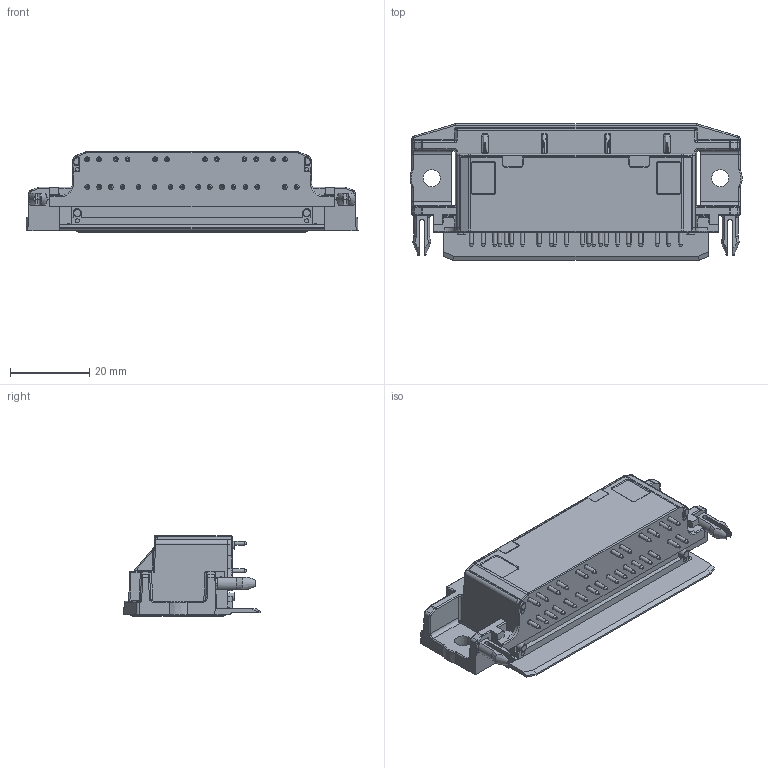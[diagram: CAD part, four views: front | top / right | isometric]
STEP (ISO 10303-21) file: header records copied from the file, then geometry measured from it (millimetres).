
FILE_DESCRIPTION(/* description */ ('Unknown'),/* implementation_level */ '2;1');
FILE_NAME(/* name */ 'Flow90-2CW-P700-02-OL',/* time_stamp */ '2019-08-30T10:08:13+02:00',/* author */ ('Unknown'),/* organization */ ('Unknown'),/* preprocessor_version */ 'ST-DEVELOPER v16.7',/* originating_system */ 'DEX',/* authorisation */ $);
FILE_SCHEMA (('AUTOMOTIVE_DESIGN {1 0 10303 214 3 1 1}'));
Length unit declared in the file: millimetre
Products named in the file (7): Flow90-2CW-P700-02-OL; pin1; Inline1; substrate; substrate_bended; pin2; Flow90-CW-P700-01-L
Assembly tree (32 placements, depth 2):
  Flow90-2CW-P700-02-OL
    pin1  x16
    Inline1
    substrate
    substrate_bended
    pin2  x12
    Flow90-CW-P700-01-L
Bounding box: 83.96 x 34.5 x 20.36 mm (x, y, z)
Volume: 32979.1 mm3; surface area: 22883.1 mm2
Topology: 32 solids, 35 shells, 1029 faces, 2499 edges, 1571 vertices
Faces by surface type: plane 493, cylinder 315, bspline 94, cone 89, torus 34, sphere 4
Full cylindrical faces by diameter (mm): 1 x56, 1.2 x28, 2 x28, 4.4 x1
Entity records: 26505 total; most frequent: CARTESIAN_POINT 6842, ORIENTED_EDGE 4050, DIRECTION 3920, EDGE_CURVE 2025, AXIS2_PLACEMENT_3D 1385, VERTEX_POINT 1316, LINE 1150, VECTOR 1150
